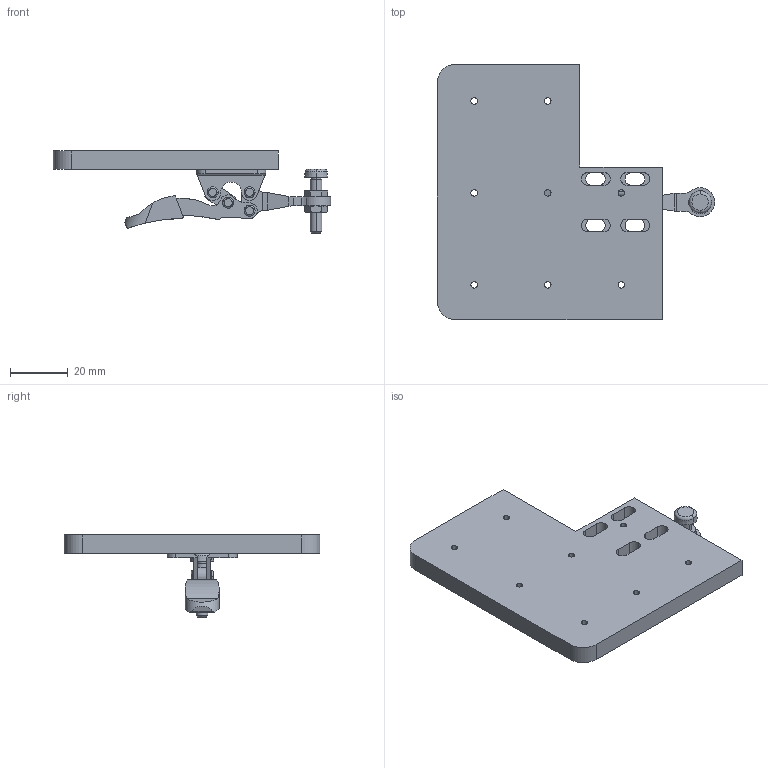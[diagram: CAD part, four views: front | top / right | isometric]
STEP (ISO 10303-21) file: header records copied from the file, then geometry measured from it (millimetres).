
FILE_DESCRIPTION(('FreeCAD Model'),'2;1');
FILE_NAME('Compound.step','2021-03-03T14:45:33',('kicad StepUp'),('ksu MCAD'), 'Open CASCADE STEP processor 7.3','FreeCAD','Unknown');
FILE_SCHEMA(('AUTOMOTIVE_DESIGN { 1 0 10303 214 1 1 1 1 }'));
Length unit declared in the file: millimetre
Products named in the file (1): Compound
Bounding box: 95.71 x 88.27 x 28.35 mm (x, y, z)
Volume: 39996 mm3; surface area: 19267.2 mm2
Topology: 8 solids, 8 shells, 341 faces, 2211 edges, 3226 vertices
Faces by surface type: cylinder 168, plane 119, cone 36, torus 18
Entity records: 24618 total; most frequent: CARTESIAN_POINT 6964, DIRECTION 3517, ORIENTED_EDGE 1766, GEOMETRIC_CURVE_SET 1328, TRIMMED_CURVE 1328, AXIS2_PLACEMENT_3D 1279, LINE 959, VECTOR 959
